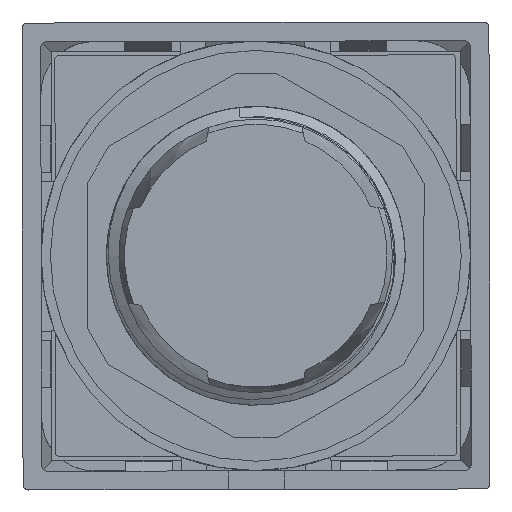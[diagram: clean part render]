
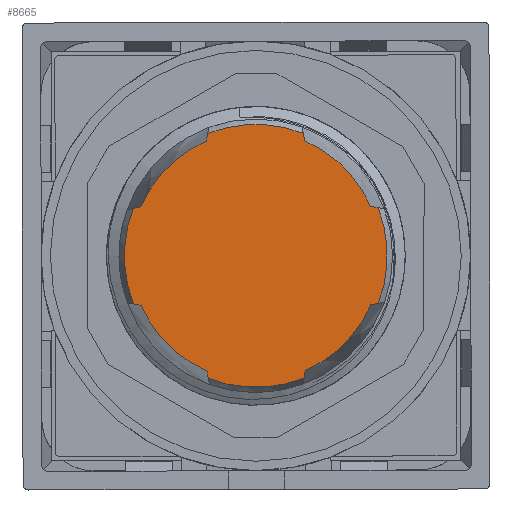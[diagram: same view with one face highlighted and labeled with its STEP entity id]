
A CAD part, front view. The second image highlights one B-rep face of the part: STEP entity #8665.
In plain terms, the highlighted planar face has unit normal (0, -1, 0).
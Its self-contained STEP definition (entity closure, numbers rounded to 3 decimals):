
#229=PLANE('',#9261);
#576=CIRCLE('',#9251,6.687);
#580=CIRCLE('',#9262,6.687);
#581=CIRCLE('',#9263,7.036);
#582=CIRCLE('',#9264,6.687);
#583=CIRCLE('',#9265,7.036);
#584=CIRCLE('',#9266,6.687);
#585=CIRCLE('',#9267,7.036);
#586=CIRCLE('',#9268,7.036);
#920=FACE_OUTER_BOUND('',#1398,.T.);
#1398=EDGE_LOOP('',(#6513,#6514,#6515,#6516,#6517,#6518,#6519,#6520,#6521,
#6522,#6523,#6524,#6525,#6526,#6527,#6528));
#2197=LINE('',#13789,#3080);
#2198=LINE('',#13796,#3081);
#2203=LINE('',#13846,#3086);
#2204=LINE('',#13850,#3087);
#2205=LINE('',#13854,#3088);
#2206=LINE('',#13858,#3089);
#2207=LINE('',#13862,#3090);
#2208=LINE('',#13866,#3091);
#3080=VECTOR('',#10641,10.);
#3081=VECTOR('',#10644,10.);
#3086=VECTOR('',#10673,10.);
#3087=VECTOR('',#10676,10.);
#3088=VECTOR('',#10679,10.);
#3089=VECTOR('',#10682,10.);
#3090=VECTOR('',#10685,10.);
#3091=VECTOR('',#10688,10.);
#3993=VERTEX_POINT('',#13781);
#3994=VERTEX_POINT('',#13785);
#3995=VERTEX_POINT('',#13791);
#3996=VERTEX_POINT('',#13795);
#4003=VERTEX_POINT('',#13844);
#4004=VERTEX_POINT('',#13845);
#4005=VERTEX_POINT('',#13847);
#4006=VERTEX_POINT('',#13849);
#4007=VERTEX_POINT('',#13851);
#4008=VERTEX_POINT('',#13853);
#4009=VERTEX_POINT('',#13855);
#4010=VERTEX_POINT('',#13857);
#4011=VERTEX_POINT('',#13859);
#4012=VERTEX_POINT('',#13861);
#4013=VERTEX_POINT('',#13863);
#4014=VERTEX_POINT('',#13865);
#4947=EDGE_CURVE('',#3993,#3994,#2197,.T.);
#4949=EDGE_CURVE('',#3996,#3995,#2198,.T.);
#4951=EDGE_CURVE('',#3995,#3993,#576,.T.);
#4963=EDGE_CURVE('',#4003,#4004,#2203,.T.);
#4964=EDGE_CURVE('',#4004,#4005,#580,.T.);
#4965=EDGE_CURVE('',#4005,#4006,#2204,.T.);
#4966=EDGE_CURVE('',#4006,#4007,#581,.T.);
#4967=EDGE_CURVE('',#4007,#4008,#2205,.T.);
#4968=EDGE_CURVE('',#4008,#4009,#582,.T.);
#4969=EDGE_CURVE('',#4009,#4010,#2206,.T.);
#4970=EDGE_CURVE('',#4010,#4011,#583,.T.);
#4971=EDGE_CURVE('',#4011,#4012,#2207,.T.);
#4972=EDGE_CURVE('',#4012,#4013,#584,.T.);
#4973=EDGE_CURVE('',#4013,#4014,#2208,.T.);
#4974=EDGE_CURVE('',#4014,#3996,#585,.T.);
#4975=EDGE_CURVE('',#3994,#4003,#586,.T.);
#6513=ORIENTED_EDGE('',*,*,#4963,.T.);
#6514=ORIENTED_EDGE('',*,*,#4964,.T.);
#6515=ORIENTED_EDGE('',*,*,#4965,.T.);
#6516=ORIENTED_EDGE('',*,*,#4966,.T.);
#6517=ORIENTED_EDGE('',*,*,#4967,.T.);
#6518=ORIENTED_EDGE('',*,*,#4968,.T.);
#6519=ORIENTED_EDGE('',*,*,#4969,.T.);
#6520=ORIENTED_EDGE('',*,*,#4970,.T.);
#6521=ORIENTED_EDGE('',*,*,#4971,.T.);
#6522=ORIENTED_EDGE('',*,*,#4972,.T.);
#6523=ORIENTED_EDGE('',*,*,#4973,.T.);
#6524=ORIENTED_EDGE('',*,*,#4974,.T.);
#6525=ORIENTED_EDGE('',*,*,#4949,.T.);
#6526=ORIENTED_EDGE('',*,*,#4951,.T.);
#6527=ORIENTED_EDGE('',*,*,#4947,.T.);
#6528=ORIENTED_EDGE('',*,*,#4975,.T.);
#8665=ADVANCED_FACE('',(#920),#229,.T.);
#9251=AXIS2_PLACEMENT_3D('',#13801,#10647,#10648);
#9261=AXIS2_PLACEMENT_3D('',#13843,#10671,#10672);
#9262=AXIS2_PLACEMENT_3D('',#13848,#10674,#10675);
#9263=AXIS2_PLACEMENT_3D('',#13852,#10677,#10678);
#9264=AXIS2_PLACEMENT_3D('',#13856,#10680,#10681);
#9265=AXIS2_PLACEMENT_3D('',#13860,#10683,#10684);
#9266=AXIS2_PLACEMENT_3D('',#13864,#10686,#10687);
#9267=AXIS2_PLACEMENT_3D('',#13867,#10689,#10690);
#9268=AXIS2_PLACEMENT_3D('',#13868,#10691,#10692);
#10641=DIRECTION('',(-0.176,0.,0.984));
#10644=DIRECTION('',(-0.985,0.,0.171));
#10647=DIRECTION('center_axis',(0.,-1.,0.));
#10648=DIRECTION('ref_axis',(-0.918,0.,-0.396));
#10671=DIRECTION('center_axis',(0.,-1.,0.));
#10672=DIRECTION('ref_axis',(0.002,0.,-1.));
#10673=DIRECTION('',(-0.171,0.,-0.985));
#10674=DIRECTION('center_axis',(0.,-1.,0.));
#10675=DIRECTION('ref_axis',(0.396,0.,-0.918));
#10676=DIRECTION('',(-0.984,0.,-0.176));
#10677=DIRECTION('center_axis',(0.,-1.,0.));
#10678=DIRECTION('ref_axis',(1.,0.,0.002));
#10679=DIRECTION('',(0.985,0.,-0.171));
#10680=DIRECTION('center_axis',(0.,-1.,0.));
#10681=DIRECTION('ref_axis',(0.918,0.,0.396));
#10682=DIRECTION('',(0.176,0.,-0.984));
#10683=DIRECTION('center_axis',(0.,-1.,0.));
#10684=DIRECTION('ref_axis',(1.,0.,0.002));
#10685=DIRECTION('',(0.171,0.,0.985));
#10686=DIRECTION('center_axis',(0.,-1.,0.));
#10687=DIRECTION('ref_axis',(-0.396,0.,0.918));
#10688=DIRECTION('',(0.984,0.,0.176));
#10689=DIRECTION('center_axis',(0.,-1.,0.));
#10690=DIRECTION('ref_axis',(1.,0.,0.002));
#10691=DIRECTION('center_axis',(0.,-1.,0.));
#10692=DIRECTION('ref_axis',(1.,0.,0.002));
#13781=CARTESIAN_POINT('',(6.605,35.024,29.605));
#13785=CARTESIAN_POINT('',(6.533,35.024,30.011));
#13789=CARTESIAN_POINT('',(7.135,35.024,26.639));
#13791=CARTESIAN_POINT('',(10.131,35.024,26.096));
#13795=CARTESIAN_POINT('',(10.537,35.024,26.025));
#13796=CARTESIAN_POINT('',(10.657,35.024,26.004));
#13801=CARTESIAN_POINT('Origin',(3.989,35.024,23.451));
#13843=CARTESIAN_POINT('Origin',(10.757,35.024,23.467));
#13844=CARTESIAN_POINT('',(1.414,35.024,29.999));
#13845=CARTESIAN_POINT('',(1.344,35.024,29.593));
#13846=CARTESIAN_POINT('',(0.965,35.024,27.414));
#13847=CARTESIAN_POINT('',(-2.165,35.024,26.067));
#13848=CARTESIAN_POINT('Origin',(3.989,35.024,23.451));
#13849=CARTESIAN_POINT('',(-2.572,35.024,25.995));
#13850=CARTESIAN_POINT('',(3.502,35.024,27.08));
#13851=CARTESIAN_POINT('',(-2.56,35.024,20.876));
#13852=CARTESIAN_POINT('Origin',(3.989,35.024,23.451));
#13853=CARTESIAN_POINT('',(-2.153,35.024,20.806));
#13854=CARTESIAN_POINT('',(3.888,35.024,19.755));
#13855=CARTESIAN_POINT('',(1.372,35.024,17.297));
#13856=CARTESIAN_POINT('Origin',(3.989,35.024,23.451));
#13857=CARTESIAN_POINT('',(1.445,35.024,16.89));
#13858=CARTESIAN_POINT('',(1.049,35.024,19.105));
#13859=CARTESIAN_POINT('',(6.563,35.024,16.902));
#13860=CARTESIAN_POINT('Origin',(3.989,35.024,23.451));
#13861=CARTESIAN_POINT('',(6.634,35.024,17.309));
#13862=CARTESIAN_POINT('',(7.214,35.024,20.645));
#13863=CARTESIAN_POINT('',(10.143,35.024,20.834));
#13864=CARTESIAN_POINT('Origin',(3.989,35.024,23.451));
#13865=CARTESIAN_POINT('',(10.549,35.024,20.907));
#13866=CARTESIAN_POINT('',(11.037,35.024,20.994));
#13867=CARTESIAN_POINT('Origin',(3.989,35.024,23.451));
#13868=CARTESIAN_POINT('Origin',(3.989,35.024,23.451));
